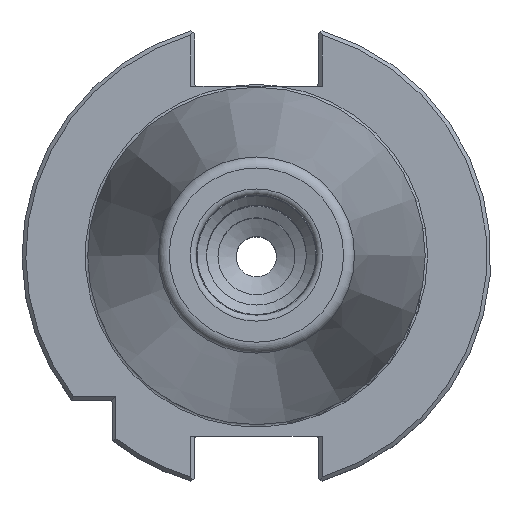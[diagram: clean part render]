
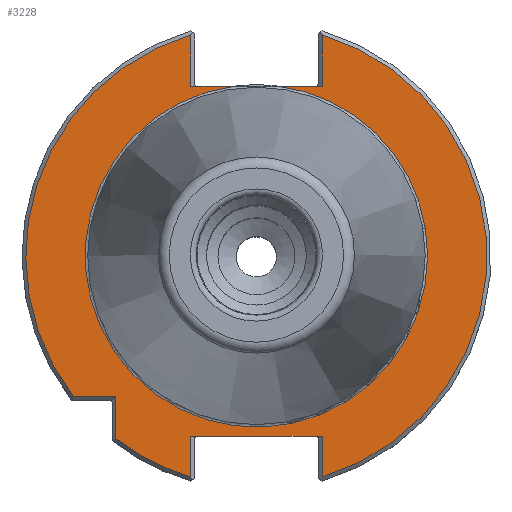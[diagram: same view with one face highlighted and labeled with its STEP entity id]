
A CAD part, top view. The second image highlights one B-rep face of the part: STEP entity #3228.
In plain terms, the highlighted planar face has unit normal (0, 0, 1).
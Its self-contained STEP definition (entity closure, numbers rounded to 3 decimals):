
#54=LINE('',#4698,#150);
#58=LINE('',#4714,#154);
#70=LINE('',#4859,#166);
#75=LINE('',#4873,#171);
#96=LINE('',#4939,#192);
#97=LINE('',#4941,#193);
#98=LINE('',#4943,#194);
#99=LINE('',#4944,#195);
#100=LINE('',#4945,#196);
#150=VECTOR('',#3900,1000.);
#154=VECTOR('',#3910,1000.);
#166=VECTOR('',#3986,1000.);
#171=VECTOR('',#3997,1000.);
#192=VECTOR('',#4056,1000.);
#193=VECTOR('',#4059,1000.);
#194=VECTOR('',#4060,1000.);
#195=VECTOR('',#4061,1000.);
#196=VECTOR('',#4062,1000.);
#391=PLANE('',#3491);
#830=ORIENTED_EDGE('',*,*,#1159,.T.);
#831=ORIENTED_EDGE('',*,*,#1235,.T.);
#832=ORIENTED_EDGE('',*,*,#1236,.F.);
#833=ORIENTED_EDGE('',*,*,#1237,.T.);
#834=ORIENTED_EDGE('',*,*,#1161,.T.);
#835=ORIENTED_EDGE('',*,*,#1205,.T.);
#836=ORIENTED_EDGE('',*,*,#1238,.F.);
#837=ORIENTED_EDGE('',*,*,#1157,.F.);
#838=ORIENTED_EDGE('',*,*,#1239,.F.);
#839=ORIENTED_EDGE('',*,*,#1198,.T.);
#840=ORIENTED_EDGE('',*,*,#1154,.T.);
#841=ORIENTED_EDGE('',*,*,#1153,.T.);
#842=ORIENTED_EDGE('',*,*,#1146,.T.);
#1146=EDGE_CURVE('',#1422,#1421,#54,.T.);
#1153=EDGE_CURVE('',#1425,#1422,#58,.T.);
#1154=EDGE_CURVE('',#1427,#1425,#1597,.T.);
#1157=EDGE_CURVE('',#1429,#1428,#1599,.T.);
#1159=EDGE_CURVE('',#1421,#1430,#1600,.T.);
#1161=EDGE_CURVE('',#1433,#1432,#1601,.T.);
#1198=EDGE_CURVE('',#1456,#1427,#70,.T.);
#1205=EDGE_CURVE('',#1432,#1461,#75,.T.);
#1235=EDGE_CURVE('',#1430,#1479,#96,.T.);
#1236=EDGE_CURVE('',#1480,#1479,#97,.T.);
#1237=EDGE_CURVE('',#1480,#1433,#98,.T.);
#1238=EDGE_CURVE('',#1428,#1461,#99,.T.);
#1239=EDGE_CURVE('',#1456,#1429,#100,.T.);
#1421=VERTEX_POINT('',#4697);
#1422=VERTEX_POINT('',#4699);
#1425=VERTEX_POINT('',#4710);
#1427=VERTEX_POINT('',#4717);
#1428=VERTEX_POINT('',#4724);
#1429=VERTEX_POINT('',#4725);
#1430=VERTEX_POINT('',#4732);
#1432=VERTEX_POINT('',#4740);
#1433=VERTEX_POINT('',#4742);
#1456=VERTEX_POINT('',#4860);
#1461=VERTEX_POINT('',#4872);
#1479=VERTEX_POINT('',#4938);
#1480=VERTEX_POINT('',#4942);
#1597=CIRCLE('',#3438,47.95);
#1599=CIRCLE('',#3441,35.591);
#1600=CIRCLE('',#3443,47.95);
#1601=CIRCLE('',#3445,47.95);
#1795=EDGE_LOOP('',(#830,#831,#832,#833,#834,#835,#836,#837,#838,#839,#840,
#841,#842));
#2013=FACE_BOUND('',#1795,.T.);
#3228=ADVANCED_FACE('',(#2013),#391,.T.);
#3438=AXIS2_PLACEMENT_3D('',#4716,#3913,#3914);
#3441=AXIS2_PLACEMENT_3D('',#4726,#3919,#3920);
#3443=AXIS2_PLACEMENT_3D('',#4733,#3923,#3924);
#3445=AXIS2_PLACEMENT_3D('',#4741,#3927,#3928);
#3491=AXIS2_PLACEMENT_3D('',#4940,#4057,#4058);
#3900=DIRECTION('',(0.,-1.,0.));
#3910=DIRECTION('',(1.,0.,0.));
#3913=DIRECTION('',(0.,0.,1.));
#3914=DIRECTION('',(1.,0.,0.));
#3919=DIRECTION('',(0.,0.,1.));
#3920=DIRECTION('',(1.,0.,0.));
#3923=DIRECTION('',(0.,0.,1.));
#3924=DIRECTION('',(1.,0.,0.));
#3927=DIRECTION('',(0.,0.,1.));
#3928=DIRECTION('',(1.,0.,0.));
#3986=DIRECTION('',(0.,1.,0.));
#3997=DIRECTION('',(0.,-1.,0.));
#4056=DIRECTION('',(0.,1.,0.));
#4057=DIRECTION('',(0.,0.,1.));
#4058=DIRECTION('',(1.,0.,0.));
#4059=DIRECTION('',(-1.,0.,0.));
#4060=DIRECTION('',(0.,-1.,0.));
#4061=DIRECTION('',(1.,0.,0.));
#4062=DIRECTION('',(1.,0.,0.));
#4697=CARTESIAN_POINT('',(-29.2,-38.034,-3.2));
#4698=CARTESIAN_POINT('',(-29.2,-38.616,-3.2));
#4699=CARTESIAN_POINT('',(-29.2,-29.2,-3.2));
#4710=CARTESIAN_POINT('',(-38.034,-29.2,-3.2));
#4714=CARTESIAN_POINT('',(-30.,-29.2,-3.2));
#4716=CARTESIAN_POINT('',(0.,0.,-3.2));
#4717=CARTESIAN_POINT('',(-13.65,45.966,-3.2));
#4724=CARTESIAN_POINT('',(4.543,35.3,-3.2));
#4725=CARTESIAN_POINT('',(-4.543,35.3,-3.2));
#4726=CARTESIAN_POINT('',(0.,0.,-3.2));
#4732=CARTESIAN_POINT('',(-13.65,-45.966,-3.2));
#4733=CARTESIAN_POINT('',(0.,0.,-3.2));
#4740=CARTESIAN_POINT('',(13.65,45.966,-3.2));
#4741=CARTESIAN_POINT('',(0.,0.,-3.2));
#4742=CARTESIAN_POINT('',(13.65,-45.966,-3.2));
#4859=CARTESIAN_POINT('',(-13.65,47.181,-3.2));
#4860=CARTESIAN_POINT('',(-13.65,35.3,-3.2));
#4872=CARTESIAN_POINT('',(13.65,35.3,-3.2));
#4873=CARTESIAN_POINT('',(13.65,35.3,-3.2));
#4938=CARTESIAN_POINT('',(-13.65,-37.5,-3.2));
#4939=CARTESIAN_POINT('',(-13.65,-37.5,-3.2));
#4940=CARTESIAN_POINT('',(35.591,0.,-3.2));
#4941=CARTESIAN_POINT('',(12.85,-37.5,-3.2));
#4942=CARTESIAN_POINT('',(13.65,-37.5,-3.2));
#4943=CARTESIAN_POINT('',(13.65,-47.181,-3.2));
#4944=CARTESIAN_POINT('',(-12.85,35.3,-3.2));
#4945=CARTESIAN_POINT('',(-12.85,35.3,-3.2));
